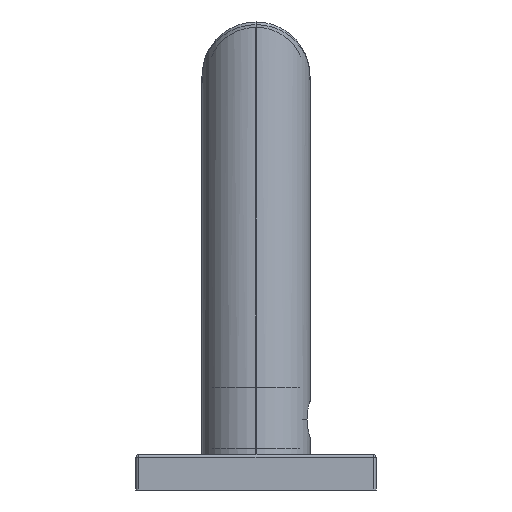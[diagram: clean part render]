
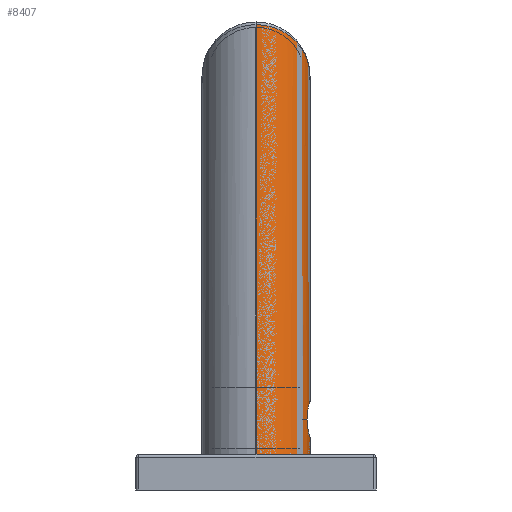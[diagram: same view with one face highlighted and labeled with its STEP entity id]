
A CAD part, left-side view. The second image highlights one B-rep face of the part: STEP entity #8407.
In plain terms, the highlighted cylindrical face has radius 9.995 mm (diameter 19.99 mm), a partial arc.
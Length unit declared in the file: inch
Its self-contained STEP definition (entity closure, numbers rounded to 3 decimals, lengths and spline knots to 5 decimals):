
#7106=CARTESIAN_POINT('',(-9.,0.,0.));
#7107=DIRECTION('',(0.,0.,1.));
#7108=DIRECTION('',(-1.,0.,0.));
#7109=AXIS2_PLACEMENT_3D('',#7106,#7107,#7108);
#7141=DIRECTION('',(0.,0.,1.));
#7142=VECTOR('',#7141,2.3425);
#7143=CARTESIAN_POINT('',(-8.6065,0.,0.));
#7144=LINE('',#7143,#7142);
#7328=CARTESIAN_POINT('',(-9.3935,0.,
3.1295));
#7329=CARTESIAN_POINT('',(-9.3935,-0.0125,
3.1295));
#7330=CARTESIAN_POINT('',(-9.39231,-0.03877,
3.12837));
#7331=CARTESIAN_POINT('',(-9.38583,-0.08159,
3.12222));
#7332=CARTESIAN_POINT('',(-9.37351,-0.12698,
3.11052));
#7333=CARTESIAN_POINT('',(-9.35433,-0.17384,
3.09232));
#7334=CARTESIAN_POINT('',(-9.32711,-0.22106,
3.06648));
#7335=CARTESIAN_POINT('',(-9.29313,-0.26434,
3.03423));
#7336=CARTESIAN_POINT('',(-9.25621,-0.29997,
2.99919));
#7337=CARTESIAN_POINT('',(-9.21988,-0.32724,
2.9647));
#7338=CARTESIAN_POINT('',(-9.18621,-0.34728,
2.93275));
#7339=CARTESIAN_POINT('',(-9.15549,-0.36195,
2.90358));
#7340=CARTESIAN_POINT('',(-9.12721,-0.37273,
2.87674));
#7341=CARTESIAN_POINT('',(-9.10146,-0.38048,
2.8523));
#7342=CARTESIAN_POINT('',(-9.07794,-0.38593,
2.82998));
#7343=CARTESIAN_POINT('',(-9.05639,-0.38962,
2.80953));
#7344=CARTESIAN_POINT('',(-9.03645,-0.39197,
2.79059));
#7345=CARTESIAN_POINT('',(-9.01778,-0.39324,
2.77287));
#7346=CARTESIAN_POINT('',(-9.00582,-0.3935,
2.76152));
#7347=CARTESIAN_POINT('',(-9.,-0.3935,
2.756));
#7349=CARTESIAN_POINT('',(-8.6065,0.,2.3425));
#7350=CARTESIAN_POINT('',(-8.6065,-0.01094,
2.3425));
#7351=CARTESIAN_POINT('',(-8.60741,-0.03388,
2.34346));
#7352=CARTESIAN_POINT('',(-8.61233,-0.07119,
2.34863));
#7353=CARTESIAN_POINT('',(-8.62169,-0.111,
2.35846));
#7354=CARTESIAN_POINT('',(-8.63631,-0.15251,
2.37382));
#7355=CARTESIAN_POINT('',(-8.65688,-0.19465,
2.39544));
#7356=CARTESIAN_POINT('',(-8.68386,-0.23612,
2.42379));
#7357=CARTESIAN_POINT('',(-8.71753,-0.27567,
2.45917));
#7358=CARTESIAN_POINT('',(-8.75828,-0.3122,
2.50199));
#7359=CARTESIAN_POINT('',(-8.80658,-0.34441,
2.55275));
#7360=CARTESIAN_POINT('',(-8.8624,-0.37048,
2.6114));
#7361=CARTESIAN_POINT('',(-8.92621,-0.38859,
2.67846));
#7362=CARTESIAN_POINT('',(-8.97459,-0.39349,
2.72929));
#7363=CARTESIAN_POINT('',(-9.,-0.3935,
2.756));
#7365=DIRECTION('',(0.,0.,1.));
#7366=VECTOR('',#7365,3.1295);
#7367=CARTESIAN_POINT('',(-9.3935,0.,0.));
#7368=LINE('',#7367,#7366);
#7369=CARTESIAN_POINT('',(-9.13,-0.37141,0.256));
#7370=CARTESIAN_POINT('',(-9.13,-0.37141,0.27144));
#7371=CARTESIAN_POINT('',(-9.12488,-0.37326,
0.30046));
#7372=CARTESIAN_POINT('',(-9.10193,-0.38048,
0.34108));
#7373=CARTESIAN_POINT('',(-9.06645,-0.38855,
0.37078));
#7374=CARTESIAN_POINT('',(-9.02354,-0.39367,
0.38655));
#7375=CARTESIAN_POINT('',(-8.97726,-0.39374,
0.38674));
#7376=CARTESIAN_POINT('',(-8.9339,-0.38861,
0.37096));
#7377=CARTESIAN_POINT('',(-8.89872,-0.38065,
0.3418));
#7378=CARTESIAN_POINT('',(-8.87525,-0.37331,
0.30102));
#7379=CARTESIAN_POINT('',(-8.87,-0.37141,0.27168));
#7380=CARTESIAN_POINT('',(-8.87,-0.37141,0.256));
#7382=CARTESIAN_POINT('',(-8.87,-0.37141,0.256));
#7383=CARTESIAN_POINT('',(-8.87,-0.37141,0.24056));
#7384=CARTESIAN_POINT('',(-8.87512,-0.37326,
0.21154));
#7385=CARTESIAN_POINT('',(-8.89807,-0.38048,
0.17092));
#7386=CARTESIAN_POINT('',(-8.93355,-0.38855,
0.14122));
#7387=CARTESIAN_POINT('',(-8.97646,-0.39367,
0.12545));
#7388=CARTESIAN_POINT('',(-9.02274,-0.39374,
0.12526));
#7389=CARTESIAN_POINT('',(-9.0661,-0.38861,
0.14104));
#7390=CARTESIAN_POINT('',(-9.10128,-0.38065,
0.1702));
#7391=CARTESIAN_POINT('',(-9.12475,-0.37331,
0.21098));
#7392=CARTESIAN_POINT('',(-9.13,-0.37141,0.24032));
#7393=CARTESIAN_POINT('',(-9.13,-0.37141,0.256));
#7706=CARTESIAN_POINT('',(-8.6065,0.,0.));
#7707=CARTESIAN_POINT('',(-9.3935,0.,0.));
#7708=VERTEX_POINT('',#7706);
#7709=VERTEX_POINT('',#7707);
#7714=CARTESIAN_POINT('',(-8.6065,0.,2.3425));
#7715=VERTEX_POINT('',#7714);
#7722=VERTEX_POINT('',#7328);
#7723=VERTEX_POINT('',#7347);
#7750=CARTESIAN_POINT('',(-9.13,-0.37141,0.256));
#7752=VERTEX_POINT('',#7750);
#7754=CARTESIAN_POINT('',(-8.87,-0.37141,0.256));
#7756=VERTEX_POINT('',#7754);
#8389=CARTESIAN_POINT('',(-9.,0.,0.));
#8390=DIRECTION('',(0.,0.,1.));
#8391=DIRECTION('',(1.,0.,0.));
#8392=AXIS2_PLACEMENT_3D('',#8389,#8390,#8391);
#8393=CYLINDRICAL_SURFACE('',#8392,0.3935);
#8394=ORIENTED_EDGE('',*,*,#8382,.T.);
#8395=ORIENTED_EDGE('',*,*,#8212,.F.);
#8396=ORIENTED_EDGE('',*,*,#7794,.F.);
#8397=ORIENTED_EDGE('',*,*,#7773,.F.);
#8398=ORIENTED_EDGE('',*,*,#7791,.T.);
#8399=EDGE_LOOP('',(#8394,#8395,#8396,#8397,#8398));
#8400=FACE_OUTER_BOUND('',#8399,.F.);
#8402=ORIENTED_EDGE('',*,*,#8401,.F.);
#8404=ORIENTED_EDGE('',*,*,#8403,.F.);
#8405=EDGE_LOOP('',(#8402,#8404));
#8406=FACE_BOUND('',#8405,.F.);
#8407=ADVANCED_FACE('',(#8400,#8406),#8393,.T.);
#7110=CIRCLE('',#7109,0.3935);
#7348=B_SPLINE_CURVE_WITH_KNOTS('',3,(#7328,#7329,#7330,#7331,#7332,#7333,#7334,
#7335,#7336,#7337,#7338,#7339,#7340,#7341,#7342,#7343,#7344,#7345,#7346,#7347),
.UNSPECIFIED.,.F.,.F.,(4,1,1,1,1,1,1,1,1,1,1,1,1,1,1,1,1,4),(0.,
0.05882,0.11765,0.17647,0.23529,
0.29412,0.35294,0.41176,0.47059,
0.52941,0.58824,0.64706,0.70588,
0.76471,0.82353,0.88235,0.94118,1.),
.UNSPECIFIED.);
#7364=B_SPLINE_CURVE_WITH_KNOTS('',3,(#7349,#7350,#7351,#7352,#7353,#7354,#7355,
#7356,#7357,#7358,#7359,#7360,#7361,#7362,#7363),.UNSPECIFIED.,.F.,.F.,(4,1,1,1,
1,1,1,1,1,1,1,1,4),(0.,0.08333,0.16667,0.25,
0.33333,0.41667,0.5,0.58333,0.66667,
0.75,0.83333,0.91667,1.),.UNSPECIFIED.);
#7381=B_SPLINE_CURVE_WITH_KNOTS('',3,(#7369,#7370,#7371,#7372,#7373,#7374,#7375,
#7376,#7377,#7378,#7379,#7380),.UNSPECIFIED.,.F.,.F.,(4,1,1,1,1,1,1,1,1,4),
(0.,0.11111,0.22222,0.33333,0.44444,
0.55556,0.66667,0.77778,0.88889,1.),
.UNSPECIFIED.);
#7394=B_SPLINE_CURVE_WITH_KNOTS('',3,(#7382,#7383,#7384,#7385,#7386,#7387,#7388,
#7389,#7390,#7391,#7392,#7393),.UNSPECIFIED.,.F.,.F.,(4,1,1,1,1,1,1,1,1,4),
(0.,0.11111,0.22222,0.33333,0.44444,
0.55556,0.66667,0.77778,0.88889,1.),
.UNSPECIFIED.);
#7773=EDGE_CURVE('',#7709,#7708,#7110,.T.);
#7791=EDGE_CURVE('',#7709,#7722,#7368,.T.);
#7794=EDGE_CURVE('',#7708,#7715,#7144,.T.);
#8212=EDGE_CURVE('',#7715,#7723,#7364,.T.);
#8382=EDGE_CURVE('',#7722,#7723,#7348,.T.);
#8401=EDGE_CURVE('',#7752,#7756,#7381,.T.);
#8403=EDGE_CURVE('',#7756,#7752,#7394,.T.);
